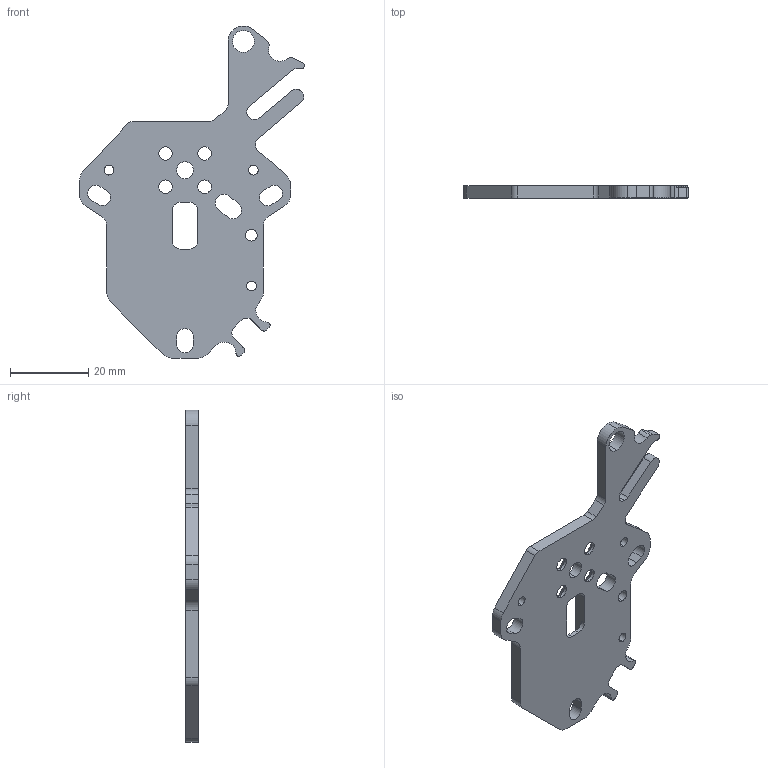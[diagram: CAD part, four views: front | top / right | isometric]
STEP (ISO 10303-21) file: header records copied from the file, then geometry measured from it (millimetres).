
FILE_DESCRIPTION (( 'STEP AP214' ), '1' );
FILE_NAME ('Toolhead Plate_Pockets.STEP', '2025-03-07T10:48:51', ( '' ), ( '' ), '', '', '' );
FILE_SCHEMA (( 'AUTOMOTIVE_DESIGN' ));
Length unit declared in the file: millimetre
Products named in the file (1): Toolhead Plate_Pockets
Bounding box: 57.55 x 3.17 x 85.01 mm (x, y, z)
Volume: 5359.7 mm3; surface area: 6988.8 mm2
Topology: 1 solids, 1 shells, 207 faces, 597 edges, 395 vertices
Faces by surface type: cylinder 123, plane 69, cone 15
Entity records: 7073 total; most frequent: DIRECTION 1270, CARTESIAN_POINT 1236, ORIENTED_EDGE 1194, EDGE_CURVE 597, AXIS2_PLACEMENT_3D 473, VERTEX_POINT 395, LINE 324, VECTOR 324
